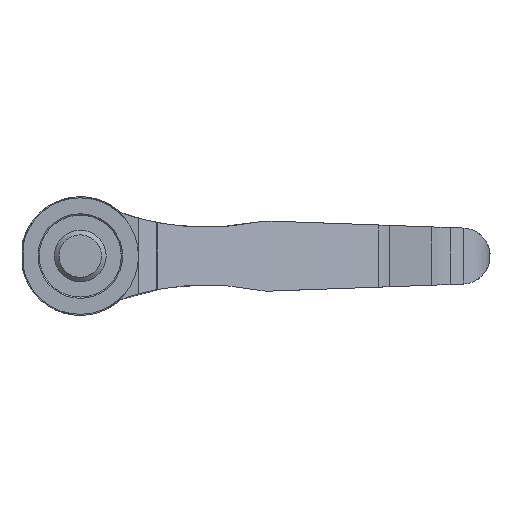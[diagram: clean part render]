
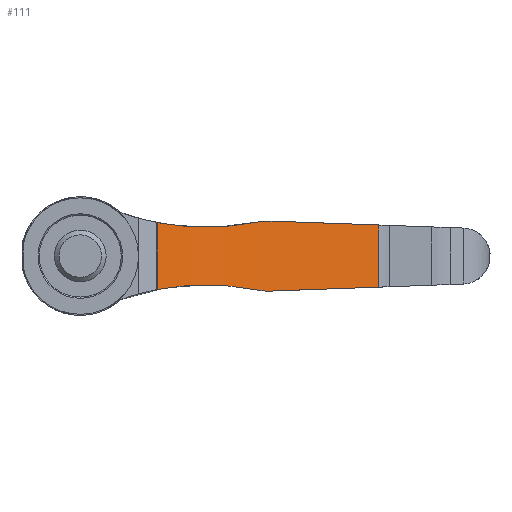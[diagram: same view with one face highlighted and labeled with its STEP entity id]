
A CAD part, front view. The second image highlights one B-rep face of the part: STEP entity #111.
In plain terms, the highlighted cylindrical face has radius 252.32 mm (diameter 504.64 mm), a partial arc.
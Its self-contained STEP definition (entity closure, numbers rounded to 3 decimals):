
#111 = ADVANCED_FACE( '', ( #265 ), #266, .F. );
#265 = FACE_OUTER_BOUND( '', #465, .T. );
#266 = CYLINDRICAL_SURFACE( '', #466, 252.32 );
#465 = EDGE_LOOP( '', ( #721, #722, #723, #724, #725, #726, #727, #728 ) );
#466 = AXIS2_PLACEMENT_3D( '', #729, #730, #731 );
#721 = ORIENTED_EDGE( '', *, *, #1187, .T. );
#722 = ORIENTED_EDGE( '', *, *, #1138, .F. );
#723 = ORIENTED_EDGE( '', *, *, #1188, .T. );
#724 = ORIENTED_EDGE( '', *, *, #1189, .T. );
#725 = ORIENTED_EDGE( '', *, *, #1190, .F. );
#726 = ORIENTED_EDGE( '', *, *, #1191, .T. );
#727 = ORIENTED_EDGE( '', *, *, #1192, .T. );
#728 = ORIENTED_EDGE( '', *, *, #1193, .F. );
#729 = CARTESIAN_POINT( '', ( 132.162, -195.671, 27.5 ) );
#730 = DIRECTION( '', ( 0., 0., 1. ) );
#731 = DIRECTION( '', ( -1., 0., 0. ) );
#1138 = EDGE_CURVE( '', #1345, #1347, #1348, .T. );
#1187 = EDGE_CURVE( '', #1430, #1347, #1431, .T. );
#1188 = EDGE_CURVE( '', #1345, #1432, #1433, .T. );
#1189 = EDGE_CURVE( '', #1432, #1434, #1435, .F. );
#1190 = EDGE_CURVE( '', #1436, #1434, #1437, .T. );
#1191 = EDGE_CURVE( '', #1436, #1438, #1439, .F. );
#1192 = EDGE_CURVE( '', #1438, #1440, #1441, .T. );
#1193 = EDGE_CURVE( '', #1430, #1440, #1442, .T. );
#1345 = VERTEX_POINT( '', #1649 );
#1347 = VERTEX_POINT( '', #1652 );
#1348 = B_SPLINE_CURVE_WITH_KNOTS( '', 3, ( #1653, #1654, #1655, #1656, #1657, #1658 ), .UNSPECIFIED., .F., .F., ( 4, 2, 4 ), ( 0., 0.013, 0.025 ), .UNSPECIFIED. );
#1430 = VERTEX_POINT( '', #1876 );
#1431 = LINE( '', #1877, #1878 );
#1432 = VERTEX_POINT( '', #1879 );
#1433 = B_SPLINE_CURVE_WITH_KNOTS( '', 3, ( #1880, #1881, #1882, #1883 ), .UNSPECIFIED., .F., .F., ( 4, 4 ), ( 0., 0.003 ), .UNSPECIFIED. );
#1434 = VERTEX_POINT( '', #1884 );
#1435 = ELLIPSE( '', #1885, 252.486, 252.32 );
#1436 = VERTEX_POINT( '', #1886 );
#1437 = LINE( '', #1887, #1888 );
#1438 = VERTEX_POINT( '', #1889 );
#1439 = ELLIPSE( '', #1890, 252.486, 252.32 );
#1440 = VERTEX_POINT( '', #1891 );
#1441 = B_SPLINE_CURVE_WITH_KNOTS( '', 3, ( #1892, #1893, #1894, #1895 ), .UNSPECIFIED., .F., .F., ( 4, 4 ), ( 0., 0.003 ), .UNSPECIFIED. );
#1442 = B_SPLINE_CURVE_WITH_KNOTS( '', 3, ( #1896, #1897, #1898, #1899, #1900, #1901 ), .UNSPECIFIED., .F., .F., ( 4, 2, 4 ), ( 0., 0.013, 0.025 ), .UNSPECIFIED. );
#1649 = CARTESIAN_POINT( '', ( 41.13, 39.656, -7.875 ) );
#1652 = CARTESIAN_POINT( '', ( 17.866, 29.278, -7.733 ) );
#1653 = CARTESIAN_POINT( '', ( 41.13, 39.656, -7.875 ) );
#1654 = CARTESIAN_POINT( '', ( 37.17, 38.124, -7.043 ) );
#1655 = CARTESIAN_POINT( '', ( 33.25, 36.493, -6.645 ) );
#1656 = CARTESIAN_POINT( '', ( 25.496, 33.033, -6.616 ) );
#1657 = CARTESIAN_POINT( '', ( 21.66, 31.205, -6.984 ) );
#1658 = CARTESIAN_POINT( '', ( 17.866, 29.278, -7.733 ) );
#1876 = CARTESIAN_POINT( '', ( 17.866, 29.278, 7.733 ) );
#1877 = CARTESIAN_POINT( '', ( 17.866, 29.278, 27.5 ) );
#1878 = VECTOR( '', #2378, 1000. );
#1879 = CARTESIAN_POINT( '', ( 43.967, 40.734, -8.117 ) );
#1880 = CARTESIAN_POINT( '', ( 41.13, 39.656, -7.875 ) );
#1881 = CARTESIAN_POINT( '', ( 42.065, 40.017, -8.071 ) );
#1882 = CARTESIAN_POINT( '', ( 43.011, 40.377, -8.152 ) );
#1883 = CARTESIAN_POINT( '', ( 43.967, 40.734, -8.117 ) );
#1884 = CARTESIAN_POINT( '', ( 69.134, 48.65, -7.203 ) );
#1885 = AXIS2_PLACEMENT_3D( '', #2379, #2380, #2381 );
#1886 = CARTESIAN_POINT( '', ( 69.134, 48.65, 7.203 ) );
#1887 = CARTESIAN_POINT( '', ( 69.134, 48.65, 27.5 ) );
#1888 = VECTOR( '', #2382, 1000. );
#1889 = CARTESIAN_POINT( '', ( 43.967, 40.734, 8.117 ) );
#1890 = AXIS2_PLACEMENT_3D( '', #2383, #2384, #2385 );
#1891 = CARTESIAN_POINT( '', ( 41.13, 39.656, 7.875 ) );
#1892 = CARTESIAN_POINT( '', ( 43.967, 40.734, 8.117 ) );
#1893 = CARTESIAN_POINT( '', ( 43.011, 40.377, 8.152 ) );
#1894 = CARTESIAN_POINT( '', ( 42.065, 40.017, 8.071 ) );
#1895 = CARTESIAN_POINT( '', ( 41.13, 39.656, 7.875 ) );
#1896 = CARTESIAN_POINT( '', ( 17.866, 29.278, 7.733 ) );
#1897 = CARTESIAN_POINT( '', ( 21.66, 31.205, 6.984 ) );
#1898 = CARTESIAN_POINT( '', ( 25.496, 33.033, 6.616 ) );
#1899 = CARTESIAN_POINT( '', ( 33.25, 36.493, 6.645 ) );
#1900 = CARTESIAN_POINT( '', ( 37.17, 38.124, 7.043 ) );
#1901 = CARTESIAN_POINT( '', ( 41.13, 39.656, 7.875 ) );
#2378 = DIRECTION( '', ( 0., 0., -1. ) );
#2379 = CARTESIAN_POINT( '', ( 132.162, -195.671, -4.914 ) );
#2380 = DIRECTION( '', ( -0.036, 0., 0.999 ) );
#2381 = DIRECTION( '', ( -0.999, 0., -0.036 ) );
#2382 = DIRECTION( '', ( 0., 0., -1. ) );
#2383 = CARTESIAN_POINT( '', ( 132.162, -195.671, 4.914 ) );
#2384 = DIRECTION( '', ( -0.036, 0., -0.999 ) );
#2385 = DIRECTION( '', ( 0.999, 0., -0.036 ) );
